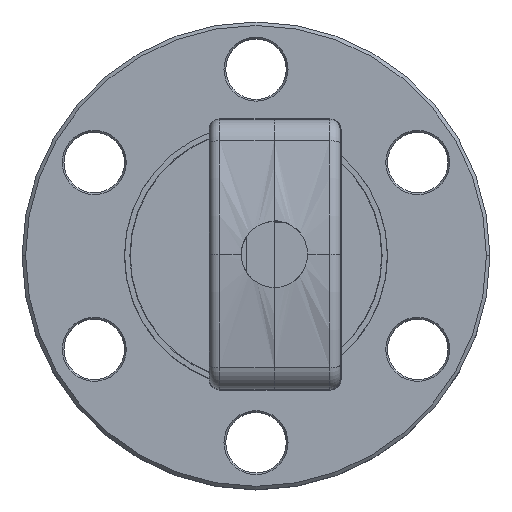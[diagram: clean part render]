
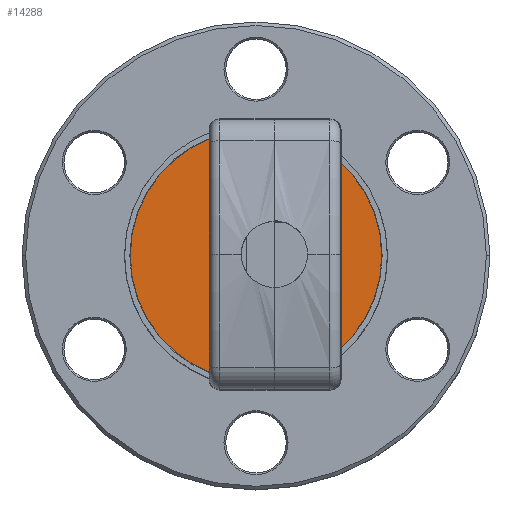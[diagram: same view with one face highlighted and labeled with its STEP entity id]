
A CAD part, top view. The second image highlights one B-rep face of the part: STEP entity #14288.
In plain terms, the highlighted planar face has unit normal (0, 0, 1).
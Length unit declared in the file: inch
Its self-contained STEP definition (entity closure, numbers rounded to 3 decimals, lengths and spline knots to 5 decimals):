
#3296 = DIRECTION ( 'NONE',  ( 1., 0., 0. ) ) ;
#3297 = DIRECTION ( 'NONE',  ( 0., 0., -1. ) ) ;
#3298 = CARTESIAN_POINT ( 'NONE',  ( 0., -0.155, 0.05 ) ) ;
#3299 = AXIS2_PLACEMENT_3D ( 'NONE', #3298, #3297, #3296 ) ;
#3300 = CIRCLE ( 'NONE', #3299, 0.095 ) ;
#3302 = DIRECTION ( 'NONE',  ( 1., 0., 0. ) ) ;
#3303 = DIRECTION ( 'NONE',  ( 0., 0., 1. ) ) ;
#3304 = CARTESIAN_POINT ( 'NONE',  ( 0., 0., 0.05 ) ) ;
#3305 = AXIS2_PLACEMENT_3D ( 'NONE', #3304, #3303, #3302 ) ;
#3306 = PLANE ( 'NONE',  #3305 ) ;
#3307 = FACE_OUTER_BOUND ( 'NONE', #14305, .T. ) ;
#3308 = FACE_BOUND ( 'NONE', #14293, .T. ) ;
#3313 = FACE_BOUND ( 'NONE', #14289, .T. ) ;
#3314 = DIRECTION ( 'NONE',  ( 1., 0., 0. ) ) ;
#3315 = DIRECTION ( 'NONE',  ( 0., 0., 1. ) ) ;
#3316 = AXIS2_PLACEMENT_3D ( 'NONE', #3370, #3315, #3314 ) ;
#3317 = CIRCLE ( 'NONE', #3316, 0.3575 ) ;
#3338 = DIRECTION ( 'NONE',  ( -1., 0., 0. ) ) ;
#3339 = DIRECTION ( 'NONE',  ( 0., 0., -1. ) ) ;
#3340 = CARTESIAN_POINT ( 'NONE',  ( 0., 0.155, 0.05 ) ) ;
#3341 = AXIS2_PLACEMENT_3D ( 'NONE', #3340, #3339, #3338 ) ;
#3342 = CIRCLE ( 'NONE', #3341, 0.095 ) ;
#3370 = CARTESIAN_POINT ( 'NONE',  ( 0., 0., 0.05 ) ) ;
#3371 = CARTESIAN_POINT ( 'NONE',  ( 0.095, 0.155, 0.05 ) ) ;
#3372 = DIRECTION ( 'NONE',  ( -1., 0., 0. ) ) ;
#3373 = DIRECTION ( 'NONE',  ( 0., 0., -1. ) ) ;
#3374 = AXIS2_PLACEMENT_3D ( 'NONE', #3379, #3373, #3372 ) ;
#3375 = CIRCLE ( 'NONE', #3374, 0.095 ) ;
#3379 = CARTESIAN_POINT ( 'NONE',  ( 0., 0.155, 0.05 ) ) ;
#3751 = CARTESIAN_POINT ( 'NONE',  ( -0.095, 0.155, 0.05 ) ) ;
#3768 = CARTESIAN_POINT ( 'NONE',  ( -0.095, -0.155, 0.05 ) ) ;
#3769 = CARTESIAN_POINT ( 'NONE',  ( 0.095, -0.155, 0.05 ) ) ;
#3770 = DIRECTION ( 'NONE',  ( 1., 0., 0. ) ) ;
#3771 = DIRECTION ( 'NONE',  ( 0., 0., -1. ) ) ;
#3772 = CARTESIAN_POINT ( 'NONE',  ( 0., -0.155, 0.05 ) ) ;
#3773 = AXIS2_PLACEMENT_3D ( 'NONE', #3772, #3771, #3770 ) ;
#3774 = CIRCLE ( 'NONE', #3773, 0.095 ) ;
#3966 = DIRECTION ( 'NONE',  ( 1., 0., 0. ) ) ;
#3967 = DIRECTION ( 'NONE',  ( 0., 0., 1. ) ) ;
#3968 = CARTESIAN_POINT ( 'NONE',  ( 0., 0., 0.05 ) ) ;
#3969 = AXIS2_PLACEMENT_3D ( 'NONE', #3968, #3967, #3966 ) ;
#3970 = CIRCLE ( 'NONE', #3969, 0.3575 ) ;
#4079 = CARTESIAN_POINT ( 'NONE',  ( -0.3575, 0., 0.05 ) ) ;
#4080 = CARTESIAN_POINT ( 'NONE',  ( 0.3575, 0., 0.05 ) ) ;
#14280 = EDGE_CURVE ( 'NONE', #14281, #14500, #3375, .T. ) ;
#14281 = VERTEX_POINT ( 'NONE', #3371 ) ;
#14284 = EDGE_CURVE ( 'NONE', #14762, #14761, #3317, .T. ) ;
#14288 = ADVANCED_FACE ( 'NONE', ( #3313, #3308, #3307 ), #3306, .T. ) ;
#14289 = EDGE_LOOP ( 'NONE', ( #14290, #14292 ) ) ;
#14290 = ORIENTED_EDGE ( 'NONE', *, *, #14291, .T. ) ;
#14291 = EDGE_CURVE ( 'NONE', #14489, #14488, #3300, .T. ) ;
#14292 = ORIENTED_EDGE ( 'NONE', *, *, #14487, .T. ) ;
#14293 = EDGE_LOOP ( 'NONE', ( #14302, #14304 ) ) ;
#14302 = ORIENTED_EDGE ( 'NONE', *, *, #14303, .T. ) ;
#14303 = EDGE_CURVE ( 'NONE', #14500, #14281, #3342, .T. ) ;
#14304 = ORIENTED_EDGE ( 'NONE', *, *, #14280, .T. ) ;
#14305 = EDGE_LOOP ( 'NONE', ( #14306, #14307 ) ) ;
#14306 = ORIENTED_EDGE ( 'NONE', *, *, #14284, .T. ) ;
#14307 = ORIENTED_EDGE ( 'NONE', *, *, #14686, .T. ) ;
#14487 = EDGE_CURVE ( 'NONE', #14488, #14489, #3774, .T. ) ;
#14488 = VERTEX_POINT ( 'NONE', #3769 ) ;
#14489 = VERTEX_POINT ( 'NONE', #3768 ) ;
#14500 = VERTEX_POINT ( 'NONE', #3751 ) ;
#14686 = EDGE_CURVE ( 'NONE', #14761, #14762, #3970, .T. ) ;
#14761 = VERTEX_POINT ( 'NONE', #4080 ) ;
#14762 = VERTEX_POINT ( 'NONE', #4079 ) ;
